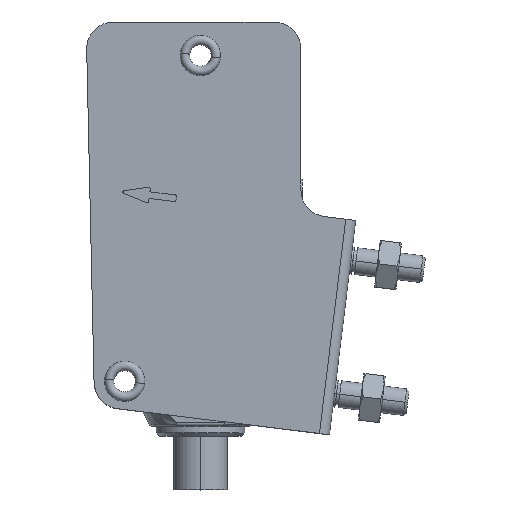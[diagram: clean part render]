
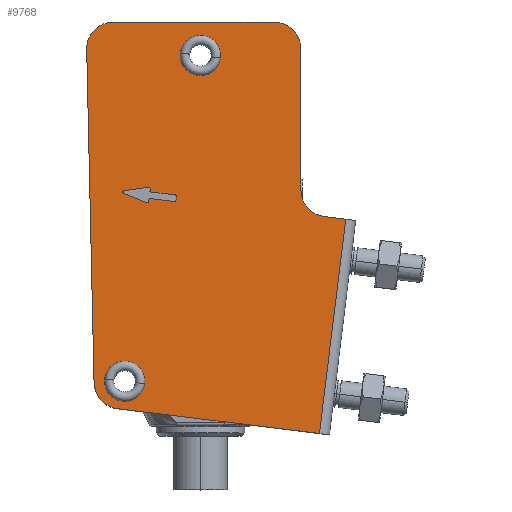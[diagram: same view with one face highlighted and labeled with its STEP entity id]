
A CAD part, top view. The second image highlights one B-rep face of the part: STEP entity #9768.
In plain terms, the highlighted face is planar.
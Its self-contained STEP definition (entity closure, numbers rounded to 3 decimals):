
#8282=CARTESIAN_POINT('',(-5.293,14.8,1.015));
#8283=DIRECTION('',(0.,1.,0.));
#8284=DIRECTION('',(1.,0.,0.));
#8285=AXIS2_PLACEMENT_3D('',#8282,#8283,#8284);
#8290=CARTESIAN_POINT('',(-5.293,14.8,1.015));
#8291=DIRECTION('',(0.,1.,0.));
#8292=DIRECTION('',(-1.,0.,0.));
#8293=AXIS2_PLACEMENT_3D('',#8290,#8291,#8292);
#8298=CARTESIAN_POINT('',(0.,14.8,-48.6));
#8299=DIRECTION('',(0.,1.,0.));
#8300=DIRECTION('',(1.,0.,0.));
#8301=AXIS2_PLACEMENT_3D('',#8298,#8299,#8300);
#8306=CARTESIAN_POINT('',(0.,14.8,-48.6));
#8307=DIRECTION('',(0.,1.,0.));
#8308=DIRECTION('',(-1.,0.,0.));
#8309=AXIS2_PLACEMENT_3D('',#8306,#8307,#8308);
#8314=CARTESIAN_POINT('',(-12.986,14.8,-48.013));
#8315=DIRECTION('',(0.,1.,0.));
#8316=DIRECTION('',(-0.122,0.,-0.993));
#8317=AXIS2_PLACEMENT_3D('',#8314,#8315,#8316);
#8322=DIRECTION('',(-0.993,0.,0.122));
#8323=VECTOR('',#8322,23.961);
#8324=CARTESIAN_POINT('',(10.309,14.8,-54.903));
#8325=LINE('',#8324,#8323);
#8329=CARTESIAN_POINT('',(10.796,14.8,-50.933));
#8330=DIRECTION('',(0.,1.,0.));
#8331=DIRECTION('',(0.993,0.,-0.122));
#8332=AXIS2_PLACEMENT_3D('',#8329,#8330,#8331);
#8337=DIRECTION('',(-0.122,0.,-0.993));
#8338=VECTOR('',#8337,21.065);
#8339=CARTESIAN_POINT('',(17.334,14.8,-30.513));
#8340=LINE('',#8339,#8338);
#8344=CARTESIAN_POINT('',(21.304,14.8,-31.));
#8345=DIRECTION('',(0.,1.,0.));
#8346=DIRECTION('',(-0.993,0.,0.122));
#8347=AXIS2_PLACEMENT_3D('',#8344,#8345,#8346);
#8352=DIRECTION('',(-1.,0.,0.));
#8353=VECTOR('',#8352,3.196);
#8354=CARTESIAN_POINT('',(24.5,14.8,-27.));
#8355=LINE('',#8354,#8353);
#8359=DIRECTION('',(-1.,0.,0.));
#8360=VECTOR('',#8359,30.339);
#8361=CARTESIAN_POINT('',(24.5,14.8,5.2));
#8362=LINE('',#8361,#8360);
#8366=CARTESIAN_POINT('',(-5.839,14.8,1.2));
#8367=DIRECTION('',(0.,1.,0.));
#8368=DIRECTION('',(-0.99,0.,0.144));
#8369=AXIS2_PLACEMENT_3D('',#8366,#8367,#8368);
#8374=DIRECTION('',(0.144,0.,0.99));
#8375=VECTOR('',#8374,49.729);
#8376=CARTESIAN_POINT('',(-16.945,14.8,-47.438));
#8377=LINE('',#8376,#8375);
#8381=DIRECTION('',(-1.,0.,0.));
#8382=VECTOR('',#8381,3.8);
#8383=CARTESIAN_POINT('',(-1.2,14.8,-26.5));
#8384=LINE('',#8383,#8382);
#8388=DIRECTION('',(0.,0.,1.));
#8389=VECTOR('',#8388,0.6);
#8390=CARTESIAN_POINT('',(-1.,14.8,-27.3));
#8391=LINE('',#8390,#8389);
#8395=DIRECTION('',(1.,0.,0.));
#8396=VECTOR('',#8395,3.8);
#8397=CARTESIAN_POINT('',(-5.,14.8,-27.5));
#8398=LINE('',#8397,#8396);
#8402=DIRECTION('',(0.,0.,1.));
#8403=VECTOR('',#8402,0.465);
#8404=CARTESIAN_POINT('',(-5.,14.8,-27.965));
#8405=LINE('',#8404,#8403);
#8409=DIRECTION('',(0.966,0.,-0.259));
#8410=VECTOR('',#8409,3.727);
#8411=CARTESIAN_POINT('',(-8.852,14.8,-27.193));
#8412=LINE('',#8411,#8410);
#8416=CARTESIAN_POINT('',(-8.8,14.8,-27.));
#8417=DIRECTION('',(0.,1.,0.));
#8418=DIRECTION('',(-0.259,0.,-0.966));
#8419=AXIS2_PLACEMENT_3D('',#8416,#8417,#8418);
#8424=DIRECTION('',(-0.966,0.,-0.259));
#8425=VECTOR('',#8424,3.727);
#8426=CARTESIAN_POINT('',(-5.252,14.8,-25.842));
#8427=LINE('',#8426,#8425);
#8431=DIRECTION('',(0.,0.,1.));
#8432=VECTOR('',#8431,0.465);
#8433=CARTESIAN_POINT('',(-5.,14.8,-26.5));
#8434=LINE('',#8433,#8432);
#8538=DIRECTION('',(0.,0.,-1.));
#8539=VECTOR('',#8538,32.2);
#8540=CARTESIAN_POINT('',(24.5,14.8,5.2));
#8541=LINE('',#8540,#8539);
#8567=CARTESIAN_POINT('',(-1.2,14.8,-26.7));
#8568=DIRECTION('',(0.,-1.,0.));
#8569=DIRECTION('',(1.,0.,0.));
#8570=AXIS2_PLACEMENT_3D('',#8567,#8568,#8569);
#8597=CARTESIAN_POINT('',(-1.2,14.8,-27.3));
#8598=DIRECTION('',(0.,-1.,0.));
#8599=DIRECTION('',(0.,0.,-1.));
#8600=AXIS2_PLACEMENT_3D('',#8597,#8598,#8599);
#8634=CARTESIAN_POINT('',(-5.2,14.8,-27.965));
#8635=DIRECTION('',(0.,-1.,0.));
#8636=DIRECTION('',(-0.259,0.,-0.966));
#8637=AXIS2_PLACEMENT_3D('',#8634,#8635,#8636);
#8678=CARTESIAN_POINT('',(-5.2,14.8,-26.035));
#8679=DIRECTION('',(0.,-1.,0.));
#8680=DIRECTION('',(1.,0.,0.));
#8681=AXIS2_PLACEMENT_3D('',#8678,#8679,#8680);
#8934=CARTESIAN_POINT('',(2.05,14.8,-48.6));
#8935=CARTESIAN_POINT('',(-2.05,14.8,-48.6));
#8936=VERTEX_POINT('',#8934);
#8937=VERTEX_POINT('',#8935);
#8954=CARTESIAN_POINT('',(24.5,14.8,-27.));
#8955=CARTESIAN_POINT('',(21.304,14.8,-27.));
#8956=VERTEX_POINT('',#8954);
#8957=VERTEX_POINT('',#8955);
#8958=CARTESIAN_POINT('',(17.334,14.8,-30.513));
#8959=CARTESIAN_POINT('',(14.766,14.8,-51.421));
#8960=VERTEX_POINT('',#8958);
#8961=VERTEX_POINT('',#8959);
#8966=CARTESIAN_POINT('',(24.5,14.8,5.2));
#8967=VERTEX_POINT('',#8966);
#8971=CARTESIAN_POINT('',(10.309,14.8,-54.903));
#8973=VERTEX_POINT('',#8971);
#8982=CARTESIAN_POINT('',(-3.243,14.8,1.015));
#8983=CARTESIAN_POINT('',(-7.343,14.8,1.015));
#8984=VERTEX_POINT('',#8982);
#8985=VERTEX_POINT('',#8983);
#8998=CARTESIAN_POINT('',(-13.474,14.8,-51.983));
#8999=VERTEX_POINT('',#8998);
#9000=CARTESIAN_POINT('',(-16.945,14.8,-47.438));
#9001=VERTEX_POINT('',#9000);
#9006=CARTESIAN_POINT('',(-9.797,14.8,1.775));
#9007=VERTEX_POINT('',#9006);
#9008=CARTESIAN_POINT('',(-5.839,14.8,5.2));
#9009=VERTEX_POINT('',#9008);
#9019=CARTESIAN_POINT('',(-5.,14.8,-26.5));
#9021=VERTEX_POINT('',#9019);
#9023=CARTESIAN_POINT('',(-8.852,14.8,-27.193));
#9025=VERTEX_POINT('',#9023);
#9027=CARTESIAN_POINT('',(-5.,14.8,-27.5));
#9029=VERTEX_POINT('',#9027);
#9032=CARTESIAN_POINT('',(-8.852,14.8,-26.807));
#9033=VERTEX_POINT('',#9032);
#9038=CARTESIAN_POINT('',(-1.,14.8,-26.7));
#9039=CARTESIAN_POINT('',(-1.2,14.8,-26.5));
#9040=VERTEX_POINT('',#9038);
#9041=VERTEX_POINT('',#9039);
#9046=CARTESIAN_POINT('',(-1.2,14.8,-27.5));
#9047=CARTESIAN_POINT('',(-1.,14.8,-27.3));
#9048=VERTEX_POINT('',#9046);
#9049=VERTEX_POINT('',#9047);
#9054=CARTESIAN_POINT('',(-5.252,14.8,-25.842));
#9055=VERTEX_POINT('',#9054);
#9056=CARTESIAN_POINT('',(-5.252,14.8,-28.158));
#9057=VERTEX_POINT('',#9056);
#9060=CARTESIAN_POINT('',(-5.,14.8,-26.035));
#9061=VERTEX_POINT('',#9060);
#9064=CARTESIAN_POINT('',(-5.,14.8,-27.965));
#9065=VERTEX_POINT('',#9064);
#9705=CARTESIAN_POINT('',(-20.,14.8,5.2));
#9706=DIRECTION('',(0.,-1.,0.));
#9707=DIRECTION('',(1.,0.,0.));
#9708=AXIS2_PLACEMENT_3D('',#9705,#9706,#9707);
#9709=PLANE('',#9708);
#9711=ORIENTED_EDGE('',*,*,#9710,.F.);
#9713=ORIENTED_EDGE('',*,*,#9712,.F.);
#9715=ORIENTED_EDGE('',*,*,#9714,.F.);
#9717=ORIENTED_EDGE('',*,*,#9716,.F.);
#9719=ORIENTED_EDGE('',*,*,#9718,.T.);
#9721=ORIENTED_EDGE('',*,*,#9720,.F.);
#9723=ORIENTED_EDGE('',*,*,#9722,.F.);
#9725=ORIENTED_EDGE('',*,*,#9724,.T.);
#9727=ORIENTED_EDGE('',*,*,#9726,.F.);
#9729=ORIENTED_EDGE('',*,*,#9728,.F.);
#9730=EDGE_LOOP('',(#9711,#9713,#9715,#9717,#9719,#9721,#9723,#9725,#9727,
#9729));
#9731=FACE_OUTER_BOUND('',#9730,.F.);
#9733=ORIENTED_EDGE('',*,*,#9732,.T.);
#9735=ORIENTED_EDGE('',*,*,#9734,.T.);
#9736=EDGE_LOOP('',(#9733,#9735));
#9737=FACE_BOUND('',#9736,.F.);
#9738=ORIENTED_EDGE('',*,*,#9685,.T.);
#9739=ORIENTED_EDGE('',*,*,#9699,.T.);
#9740=EDGE_LOOP('',(#9738,#9739));
#9741=FACE_BOUND('',#9740,.F.);
#9743=ORIENTED_EDGE('',*,*,#9742,.F.);
#9745=ORIENTED_EDGE('',*,*,#9744,.F.);
#9747=ORIENTED_EDGE('',*,*,#9746,.F.);
#9749=ORIENTED_EDGE('',*,*,#9748,.F.);
#9751=ORIENTED_EDGE('',*,*,#9750,.F.);
#9753=ORIENTED_EDGE('',*,*,#9752,.F.);
#9755=ORIENTED_EDGE('',*,*,#9754,.F.);
#9757=ORIENTED_EDGE('',*,*,#9756,.F.);
#9759=ORIENTED_EDGE('',*,*,#9758,.T.);
#9761=ORIENTED_EDGE('',*,*,#9760,.F.);
#9763=ORIENTED_EDGE('',*,*,#9762,.F.);
#9765=ORIENTED_EDGE('',*,*,#9764,.F.);
#9766=EDGE_LOOP('',(#9743,#9745,#9747,#9749,#9751,#9753,#9755,#9757,#9759,#9761,
#9763,#9765));
#9767=FACE_BOUND('',#9766,.F.);
#9768=ADVANCED_FACE('',(#9731,#9737,#9741,#9767),#9709,.F.);
#8286=CIRCLE('',#8285,2.05);
#8294=CIRCLE('',#8293,2.05);
#8302=CIRCLE('',#8301,2.05);
#8310=CIRCLE('',#8309,2.05);
#8318=CIRCLE('',#8317,4.);
#8333=CIRCLE('',#8332,4.);
#8348=CIRCLE('',#8347,4.);
#8370=CIRCLE('',#8369,4.);
#8420=CIRCLE('',#8419,0.2);
#8571=CIRCLE('',#8570,0.2);
#8601=CIRCLE('',#8600,0.2);
#8638=CIRCLE('',#8637,0.2);
#8682=CIRCLE('',#8681,0.2);
#9685=EDGE_CURVE('',#8936,#8937,#8302,.T.);
#9699=EDGE_CURVE('',#8937,#8936,#8310,.T.);
#9710=EDGE_CURVE('',#8999,#9001,#8318,.T.);
#9712=EDGE_CURVE('',#8973,#8999,#8325,.T.);
#9714=EDGE_CURVE('',#8961,#8973,#8333,.T.);
#9716=EDGE_CURVE('',#8960,#8961,#8340,.T.);
#9718=EDGE_CURVE('',#8960,#8957,#8348,.T.);
#9720=EDGE_CURVE('',#8956,#8957,#8355,.T.);
#9722=EDGE_CURVE('',#8967,#8956,#8541,.T.);
#9724=EDGE_CURVE('',#8967,#9009,#8362,.T.);
#9726=EDGE_CURVE('',#9007,#9009,#8370,.T.);
#9728=EDGE_CURVE('',#9001,#9007,#8377,.T.);
#9732=EDGE_CURVE('',#8984,#8985,#8286,.T.);
#9734=EDGE_CURVE('',#8985,#8984,#8294,.T.);
#9742=EDGE_CURVE('',#9041,#9021,#8384,.T.);
#9744=EDGE_CURVE('',#9040,#9041,#8571,.T.);
#9746=EDGE_CURVE('',#9049,#9040,#8391,.T.);
#9748=EDGE_CURVE('',#9048,#9049,#8601,.T.);
#9750=EDGE_CURVE('',#9029,#9048,#8398,.T.);
#9752=EDGE_CURVE('',#9065,#9029,#8405,.T.);
#9754=EDGE_CURVE('',#9057,#9065,#8638,.T.);
#9756=EDGE_CURVE('',#9025,#9057,#8412,.T.);
#9758=EDGE_CURVE('',#9025,#9033,#8420,.T.);
#9760=EDGE_CURVE('',#9055,#9033,#8427,.T.);
#9762=EDGE_CURVE('',#9061,#9055,#8682,.T.);
#9764=EDGE_CURVE('',#9021,#9061,#8434,.T.);
